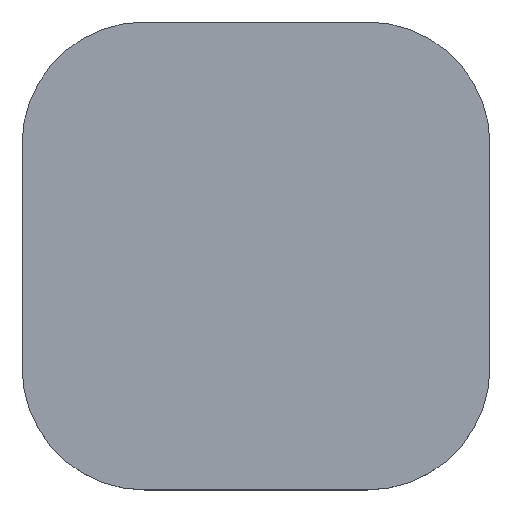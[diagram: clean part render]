
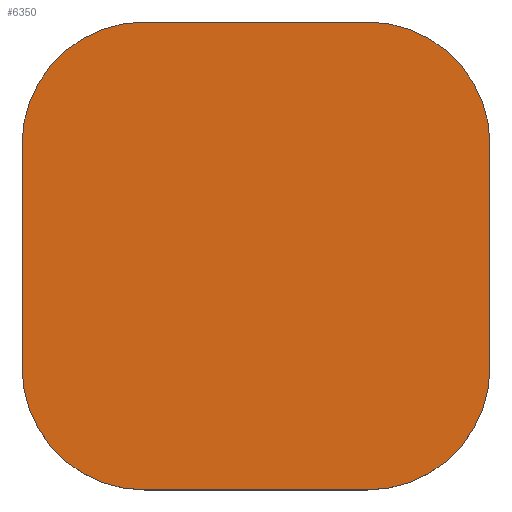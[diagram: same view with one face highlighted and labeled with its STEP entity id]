
A CAD part, top view. The second image highlights one B-rep face of the part: STEP entity #6350.
In plain terms, the highlighted planar face has unit normal (0, 0, 1).
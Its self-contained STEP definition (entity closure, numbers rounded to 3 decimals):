
#6085 = VERTEX_POINT('',#6086);
#6086 = CARTESIAN_POINT('',(164.,-81.1,1.51));
#6092 = EDGE_CURVE('',#6085,#6093,#6095,.T.);
#6093 = VERTEX_POINT('',#6094);
#6094 = CARTESIAN_POINT('',(170.8,-87.9,1.51));
#6095 = CIRCLE('',#6096,6.8);
#6096 = AXIS2_PLACEMENT_3D('',#6097,#6098,#6099);
#6097 = CARTESIAN_POINT('',(164.,-87.9,1.51));
#6098 = DIRECTION('',(0.,0.,-1.));
#6099 = DIRECTION('',(0.,1.,0.));
#6125 = EDGE_CURVE('',#6093,#6126,#6128,.T.);
#6126 = VERTEX_POINT('',#6127);
#6127 = CARTESIAN_POINT('',(170.8,-100.3,1.51));
#6128 = LINE('',#6129,#6130);
#6129 = CARTESIAN_POINT('',(170.8,-87.9,1.51));
#6130 = VECTOR('',#6131,1.);
#6131 = DIRECTION('',(0.,-1.,0.));
#6156 = EDGE_CURVE('',#6126,#6157,#6159,.T.);
#6157 = VERTEX_POINT('',#6158);
#6158 = CARTESIAN_POINT('',(164.,-107.1,1.51));
#6159 = CIRCLE('',#6160,6.8);
#6160 = AXIS2_PLACEMENT_3D('',#6161,#6162,#6163);
#6161 = CARTESIAN_POINT('',(164.,-100.3,1.51));
#6162 = DIRECTION('',(0.,0.,-1.));
#6163 = DIRECTION('',(1.,0.,0.));
#6189 = EDGE_CURVE('',#6157,#6190,#6192,.T.);
#6190 = VERTEX_POINT('',#6191);
#6191 = CARTESIAN_POINT('',(151.6,-107.1,1.51));
#6192 = LINE('',#6193,#6194);
#6193 = CARTESIAN_POINT('',(164.,-107.1,1.51));
#6194 = VECTOR('',#6195,1.);
#6195 = DIRECTION('',(-1.,0.,0.));
#6220 = EDGE_CURVE('',#6190,#6221,#6223,.T.);
#6221 = VERTEX_POINT('',#6222);
#6222 = CARTESIAN_POINT('',(144.8,-100.3,1.51));
#6223 = CIRCLE('',#6224,6.8);
#6224 = AXIS2_PLACEMENT_3D('',#6225,#6226,#6227);
#6225 = CARTESIAN_POINT('',(151.6,-100.3,1.51));
#6226 = DIRECTION('',(0.,0.,-1.));
#6227 = DIRECTION('',(0.,-1.,-0.));
#6253 = EDGE_CURVE('',#6221,#6254,#6256,.T.);
#6254 = VERTEX_POINT('',#6255);
#6255 = CARTESIAN_POINT('',(144.8,-87.9,1.51));
#6256 = LINE('',#6257,#6258);
#6257 = CARTESIAN_POINT('',(144.8,-100.3,1.51));
#6258 = VECTOR('',#6259,1.);
#6259 = DIRECTION('',(0.,1.,0.));
#6284 = EDGE_CURVE('',#6254,#6285,#6287,.T.);
#6285 = VERTEX_POINT('',#6286);
#6286 = CARTESIAN_POINT('',(151.6,-81.1,1.51));
#6287 = CIRCLE('',#6288,6.8);
#6288 = AXIS2_PLACEMENT_3D('',#6289,#6290,#6291);
#6289 = CARTESIAN_POINT('',(151.6,-87.9,1.51));
#6290 = DIRECTION('',(0.,0.,-1.));
#6291 = DIRECTION('',(-1.,0.,0.));
#6317 = EDGE_CURVE('',#6285,#6085,#6318,.T.);
#6318 = LINE('',#6319,#6320);
#6319 = CARTESIAN_POINT('',(151.6,-81.1,1.51));
#6320 = VECTOR('',#6321,1.);
#6321 = DIRECTION('',(1.,0.,0.));
#6350 = ADVANCED_FACE('',(#6351),#6361,.T.);
#6351 = FACE_BOUND('',#6352,.F.);
#6352 = EDGE_LOOP('',(#6353,#6354,#6355,#6356,#6357,#6358,#6359,#6360));
#6353 = ORIENTED_EDGE('',*,*,#6092,.T.);
#6354 = ORIENTED_EDGE('',*,*,#6125,.T.);
#6355 = ORIENTED_EDGE('',*,*,#6156,.T.);
#6356 = ORIENTED_EDGE('',*,*,#6189,.T.);
#6357 = ORIENTED_EDGE('',*,*,#6220,.T.);
#6358 = ORIENTED_EDGE('',*,*,#6253,.T.);
#6359 = ORIENTED_EDGE('',*,*,#6284,.T.);
#6360 = ORIENTED_EDGE('',*,*,#6317,.T.);
#6361 = PLANE('',#6362);
#6362 = AXIS2_PLACEMENT_3D('',#6363,#6364,#6365);
#6363 = CARTESIAN_POINT('',(0.,0.,1.51));
#6364 = DIRECTION('',(0.,0.,1.));
#6365 = DIRECTION('',(1.,0.,-0.));
